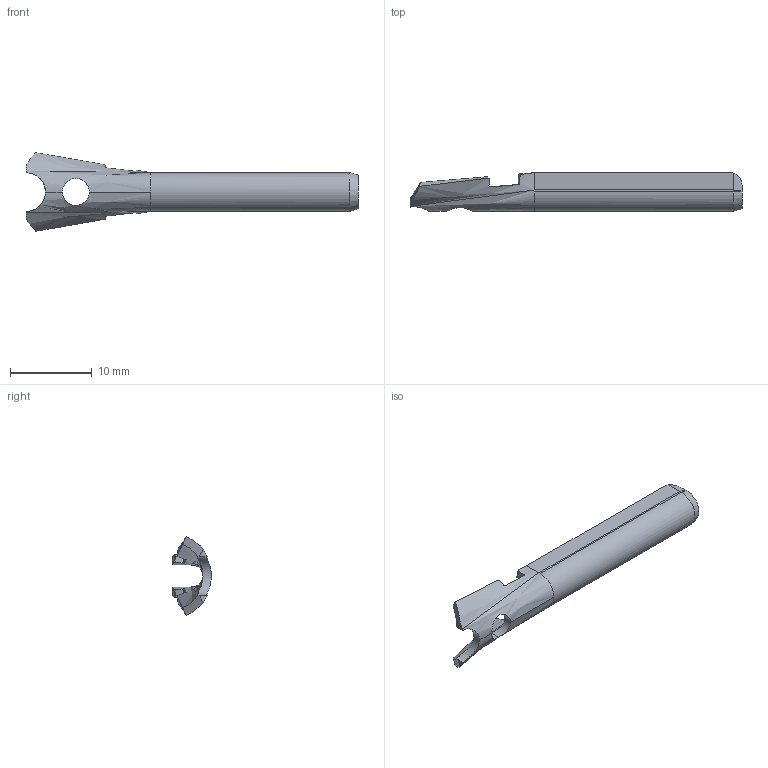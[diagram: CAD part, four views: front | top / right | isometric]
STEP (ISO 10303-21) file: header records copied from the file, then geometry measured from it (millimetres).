
FILE_DESCRIPTION (( 'STEP AP203' ), '1' );
FILE_NAME ('14397.STEP', '2015-02-23T18:25:13', ( '' ), ( '' ), 'SwSTEP 2.0', 'SolidWorks 2014', '' );
FILE_SCHEMA (( 'CONFIG_CONTROL_DESIGN' ));
Length unit declared in the file: inch
Products named in the file (1): 14397
Bounding box: 40.64 x 4.73 x 9.61 mm (x, y, z)
Volume: 391.1 mm3; surface area: 906.7 mm2
Topology: 1 solids, 1 shells, 53 faces, 147 edges, 94 vertices
Faces by surface type: bspline 18, plane 17, cylinder 15, cone 3
Entity records: 2264 total; most frequent: CARTESIAN_POINT 1026, ORIENTED_EDGE 294, DIRECTION 164, EDGE_CURVE 147, VERTEX_POINT 94, B_SPLINE_CURVE_WITH_KNOTS 70, LINE 58, VECTOR 58
